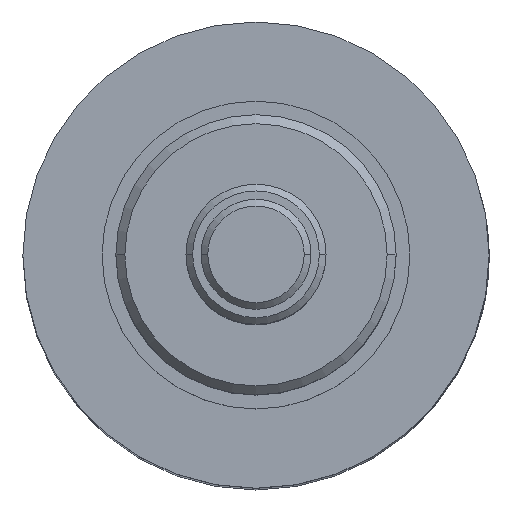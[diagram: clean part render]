
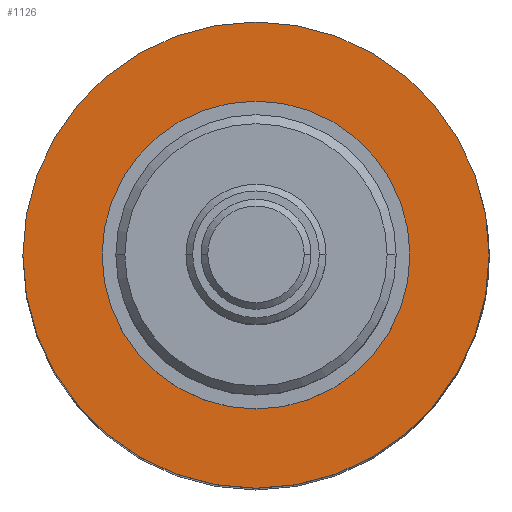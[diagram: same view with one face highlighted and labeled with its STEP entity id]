
A CAD part, top view. The second image highlights one B-rep face of the part: STEP entity #1126.
In plain terms, the highlighted planar face has unit normal (0, 0, 1).
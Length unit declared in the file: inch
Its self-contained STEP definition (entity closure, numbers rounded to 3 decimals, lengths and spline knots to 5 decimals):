
#61 = CIRCLE ( 'NONE', #1429, 0.68675 ) ;
#120 = CARTESIAN_POINT ( 'NONE',  ( 1.04, 0., 0.92 ) ) ;
#123 = FACE_BOUND ( 'NONE', #361, .T. ) ;
#320 = CARTESIAN_POINT ( 'NONE',  ( 0., 0., 0.92 ) ) ;
#360 = CARTESIAN_POINT ( 'NONE',  ( 0., 0., 0.92 ) ) ;
#361 = EDGE_LOOP ( 'NONE', ( #2506, #753 ) ) ;
#365 = VERTEX_POINT ( 'NONE', #1315 ) ;
#388 = AXIS2_PLACEMENT_3D ( 'NONE', #360, #1799, #571 ) ;
#444 = CARTESIAN_POINT ( 'NONE',  ( 0., 0., 0.92 ) ) ;
#446 = ORIENTED_EDGE ( 'NONE', *, *, #1797, .T. ) ;
#533 = DIRECTION ( 'NONE',  ( 1., 0., 0. ) ) ;
#547 = FACE_OUTER_BOUND ( 'NONE', #1645, .T. ) ;
#571 = DIRECTION ( 'NONE',  ( 1., 0., 0. ) ) ;
#603 = CARTESIAN_POINT ( 'NONE',  ( 0., 0., 0.92 ) ) ;
#623 = EDGE_CURVE ( 'NONE', #365, #1680, #1158, .T. ) ;
#656 = DIRECTION ( 'NONE',  ( 1., 0., 0. ) ) ;
#727 = VERTEX_POINT ( 'NONE', #1628 ) ;
#753 = ORIENTED_EDGE ( 'NONE', *, *, #623, .F. ) ;
#831 = AXIS2_PLACEMENT_3D ( 'NONE', #603, #2432, #1220 ) ;
#897 = DIRECTION ( 'NONE',  ( 0., 0., 1. ) ) ;
#1017 = PLANE ( 'NONE',  #831 ) ;
#1126 = ADVANCED_FACE ( 'NONE', ( #547, #123 ), #1017, .T. ) ;
#1158 = CIRCLE ( 'NONE', #388, 0.68675 ) ;
#1220 = DIRECTION ( 'NONE',  ( 1., 0., 0. ) ) ;
#1253 = EDGE_CURVE ( 'NONE', #2120, #727, #1445, .T. ) ;
#1275 = CIRCLE ( 'NONE', #1519, 1.04 ) ;
#1315 = CARTESIAN_POINT ( 'NONE',  ( 0.68675, 0., 0.92 ) ) ;
#1429 = AXIS2_PLACEMENT_3D ( 'NONE', #444, #1879, #656 ) ;
#1445 = CIRCLE ( 'NONE', #1536, 1.04 ) ;
#1519 = AXIS2_PLACEMENT_3D ( 'NONE', #320, #1759, #533 ) ;
#1536 = AXIS2_PLACEMENT_3D ( 'NONE', #2116, #897, #2317 ) ;
#1561 = EDGE_CURVE ( 'NONE', #1680, #365, #61, .T. ) ;
#1628 = CARTESIAN_POINT ( 'NONE',  ( -1.04, 0., 0.92 ) ) ;
#1645 = EDGE_LOOP ( 'NONE', ( #446, #2428 ) ) ;
#1680 = VERTEX_POINT ( 'NONE', #2114 ) ;
#1759 = DIRECTION ( 'NONE',  ( 0., 0., 1. ) ) ;
#1797 = EDGE_CURVE ( 'NONE', #727, #2120, #1275, .T. ) ;
#1799 = DIRECTION ( 'NONE',  ( 0., 0., 1. ) ) ;
#1879 = DIRECTION ( 'NONE',  ( 0., 0., 1. ) ) ;
#2114 = CARTESIAN_POINT ( 'NONE',  ( -0.68675, 0., 0.92 ) ) ;
#2116 = CARTESIAN_POINT ( 'NONE',  ( 0., 0., 0.92 ) ) ;
#2120 = VERTEX_POINT ( 'NONE', #120 ) ;
#2317 = DIRECTION ( 'NONE',  ( 1., 0., 0. ) ) ;
#2428 = ORIENTED_EDGE ( 'NONE', *, *, #1253, .T. ) ;
#2432 = DIRECTION ( 'NONE',  ( 0., 0., 1. ) ) ;
#2506 = ORIENTED_EDGE ( 'NONE', *, *, #1561, .F. ) ;
